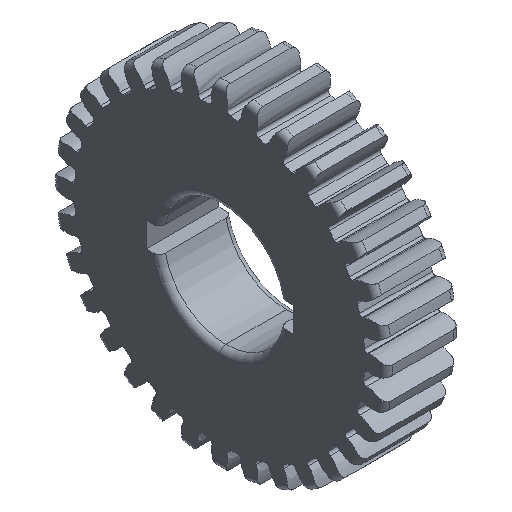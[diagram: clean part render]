
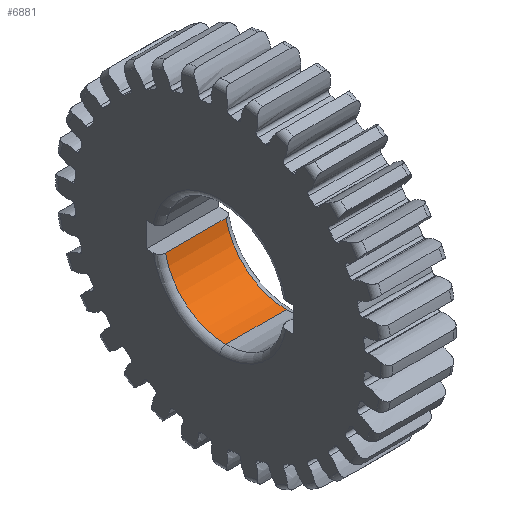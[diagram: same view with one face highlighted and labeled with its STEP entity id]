
A CAD part, isometric view. The second image highlights one B-rep face of the part: STEP entity #6881.
In plain terms, the highlighted cylindrical face has radius 7.938 mm (diameter 15.875 mm), a partial arc.
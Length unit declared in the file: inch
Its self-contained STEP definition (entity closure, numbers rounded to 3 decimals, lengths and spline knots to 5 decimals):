
#14=DIRECTION('',(-1.,0.,0.));
#15=VECTOR('',#14,0.3075);
#16=CARTESIAN_POINT('',(0.15375,0.30608,
-0.063));
#17=LINE('',#16,#15);
#18=DIRECTION('',(1.,0.,0.));
#19=VECTOR('',#18,0.3075);
#20=CARTESIAN_POINT('',(-0.15375,0.,-0.3125));
#21=LINE('',#20,#19);
#31=CARTESIAN_POINT('',(-0.15375,0.,
0.));
#32=DIRECTION('',(1.,0.,0.));
#33=DIRECTION('',(0.,0.,-1.));
#34=AXIS2_PLACEMENT_3D('',#31,#32,#33);
#3444=CARTESIAN_POINT('',(0.15375,0.,
0.));
#3445=DIRECTION('',(-1.,0.,0.));
#3446=DIRECTION('',(0.,0.979,-0.202));
#3447=AXIS2_PLACEMENT_3D('',#3444,#3445,#3446);
#5824=CARTESIAN_POINT('',(-0.15375,0.,-0.3125));
#5825=CARTESIAN_POINT('',(-0.15375,0.30608,-0.063));
#5826=VERTEX_POINT('',#5824);
#5827=VERTEX_POINT('',#5825);
#5832=CARTESIAN_POINT('',(0.15375,0.,-0.3125));
#5833=VERTEX_POINT('',#5832);
#5834=CARTESIAN_POINT('',(0.15375,0.30608,
-0.063));
#5835=VERTEX_POINT('',#5834);
#6866=CARTESIAN_POINT('',(0.222,0.,0.));
#6867=DIRECTION('',(1.,0.,0.));
#6868=DIRECTION('',(0.,0.,-1.));
#6869=AXIS2_PLACEMENT_3D('',#6866,#6867,#6868);
#6870=CYLINDRICAL_SURFACE('',#6869,0.3125);
#6872=ORIENTED_EDGE('',*,*,#6871,.T.);
#6874=ORIENTED_EDGE('',*,*,#6873,.F.);
#6876=ORIENTED_EDGE('',*,*,#6875,.T.);
#6878=ORIENTED_EDGE('',*,*,#6877,.F.);
#6879=EDGE_LOOP('',(#6872,#6874,#6876,#6878));
#6880=FACE_OUTER_BOUND('',#6879,.F.);
#35=CIRCLE('',#34,0.3125);
#3448=CIRCLE('',#3447,0.3125);
#6871=EDGE_CURVE('',#5826,#5827,#35,.T.);
#6873=EDGE_CURVE('',#5835,#5827,#17,.T.);
#6875=EDGE_CURVE('',#5835,#5833,#3448,.T.);
#6877=EDGE_CURVE('',#5826,#5833,#21,.T.);
#6881=ADVANCED_FACE('',(#6880),#6870,.F.);
